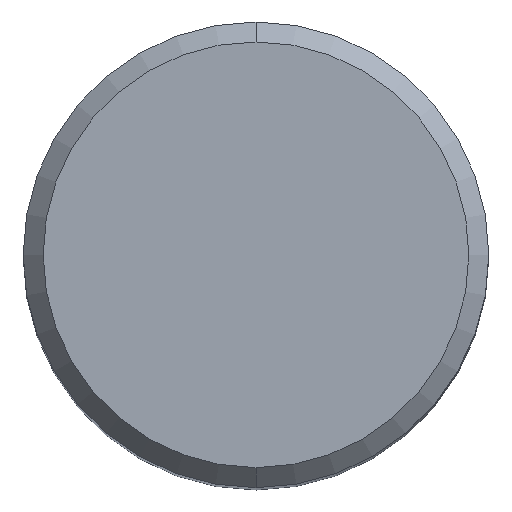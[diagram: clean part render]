
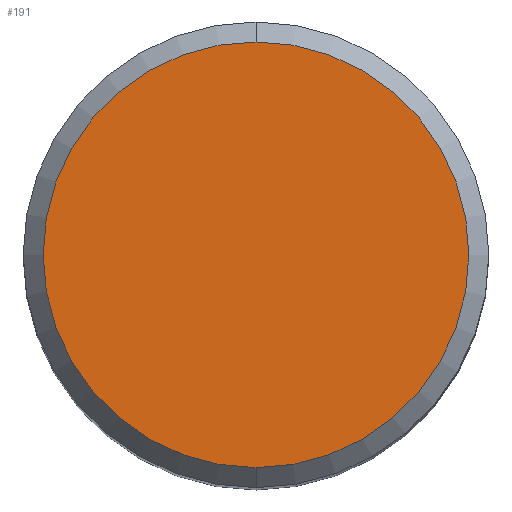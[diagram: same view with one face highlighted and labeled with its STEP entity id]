
A CAD part, top view. The second image highlights one B-rep face of the part: STEP entity #191.
In plain terms, the highlighted planar face has unit normal (0, 0, 1).
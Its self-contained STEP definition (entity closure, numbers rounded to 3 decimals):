
#191=ADVANCED_FACE('',(#492),#493,.T.);
#205=VERTEX_POINT('',#508);
#233=VERTEX_POINT('',#536);
#343=EDGE_CURVE('',#205,#233,#661,.T.);
#417=EDGE_CURVE('',#233,#205,#742,.T.);
#492=FACE_OUTER_BOUND('',#870,.T.);
#493=PLANE('',#871);
#508=CARTESIAN_POINT('',(0.,-6.4,0.0));
#536=CARTESIAN_POINT('',(0.0,6.4,0.0));
#661=CIRCLE('',#1211,6.4);
#742=CIRCLE('',#1392,6.4);
#870=EDGE_LOOP('',(#1498,#1499));
#871=AXIS2_PLACEMENT_3D('',#1500,#1501,#1502);
#1211=AXIS2_PLACEMENT_3D('',#1697,#1698,#1699);
#1392=AXIS2_PLACEMENT_3D('',#1784,#1785,#1786);
#1498=ORIENTED_EDGE('',*,*,#417,.F.);
#1499=ORIENTED_EDGE('',*,*,#343,.F.);
#1500=CARTESIAN_POINT('',(0.0,3.2,0.0));
#1501=DIRECTION('',(-0.0,0.0,1.0));
#1502=DIRECTION('',(0.0,-1.0,0.0));
#1697=CARTESIAN_POINT('',(0.0,0.0,0.0));
#1698=DIRECTION('',(0.0,0.0,-1.0));
#1699=DIRECTION('',(0.0,1.0,0.0));
#1784=CARTESIAN_POINT('',(0.0,0.0,0.0));
#1785=DIRECTION('',(0.0,0.0,-1.0));
#1786=DIRECTION('',(0.0,1.0,0.0));
